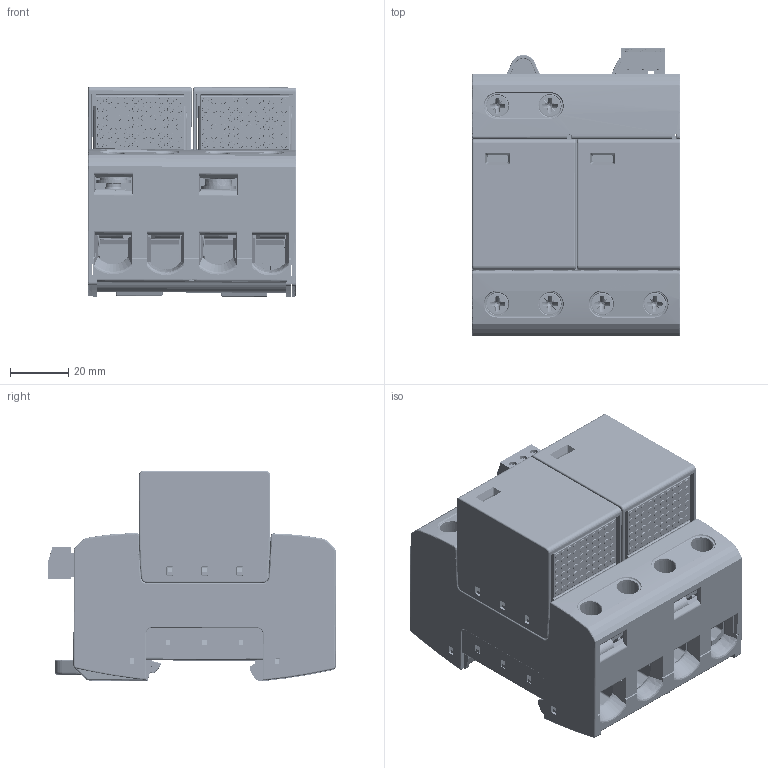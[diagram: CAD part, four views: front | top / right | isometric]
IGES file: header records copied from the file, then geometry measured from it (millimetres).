
Global section: file name: 902144_ABB.sat.iam; native system: Autodesk Inventor 2019; preprocessor: unknown; author: ENG41718; date: 20230125.101727; units: millimetre
Bounding box: 71.75 x 98.83 x 72.22 mm (x, y, z)
Volume: 134449.8 mm3; surface area: 206292.9 mm2
Topology: 57 solids, 57 shells, 11274 faces, 30683 edges, 19602 vertices
Faces by surface type: plane 5421, cylinder 2026, revolution 1638, bspline 1442, cone 747
